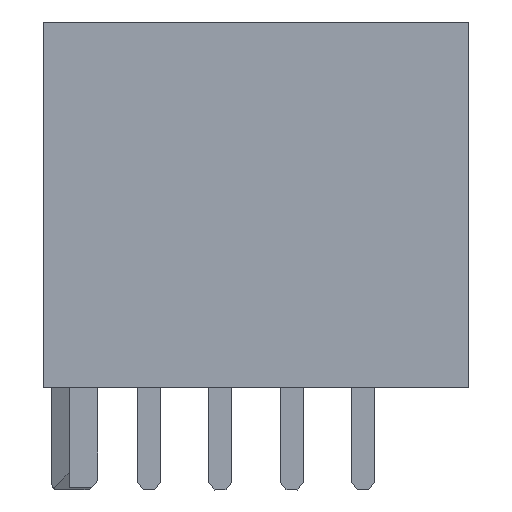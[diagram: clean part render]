
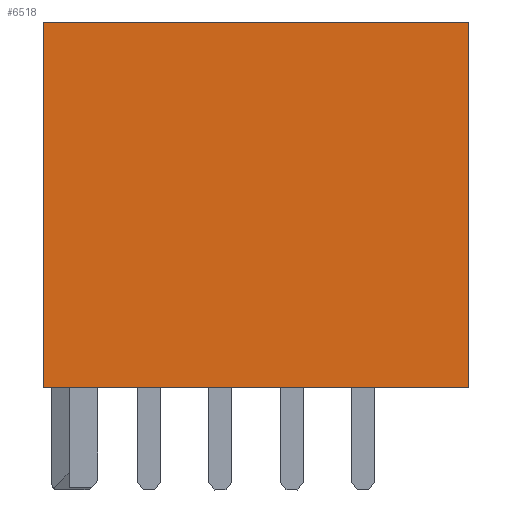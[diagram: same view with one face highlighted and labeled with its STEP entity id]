
A CAD part, left-side view. The second image highlights one B-rep face of the part: STEP entity #6518.
In plain terms, the highlighted face is planar.
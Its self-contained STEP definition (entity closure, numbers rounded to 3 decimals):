
#648=ORIENTED_EDGE('',*,*,#2474,.F.);
#649=ORIENTED_EDGE('',*,*,#2261,.F.);
#650=ORIENTED_EDGE('',*,*,#2475,.F.);
#651=ORIENTED_EDGE('',*,*,#2476,.F.);
#2261=EDGE_CURVE('',#3213,#3214,#3843,.T.);
#2474=EDGE_CURVE('',#3214,#3357,#4050,.T.);
#2475=EDGE_CURVE('',#3358,#3213,#4051,.T.);
#2476=EDGE_CURVE('',#3357,#3358,#4052,.T.);
#3213=VERTEX_POINT('',#9339);
#3214=VERTEX_POINT('',#9341);
#3357=VERTEX_POINT('',#9743);
#3358=VERTEX_POINT('',#9745);
#3843=LINE('',#9340,#4767);
#4050=LINE('',#9742,#4974);
#4051=LINE('',#9744,#4975);
#4052=LINE('',#9746,#4976);
#4767=VECTOR('',#7461,1000.);
#4974=VECTOR('',#7772,1000.);
#4975=VECTOR('',#7773,1000.);
#4976=VECTOR('',#7774,1000.);
#5527=EDGE_LOOP('',(#648,#649,#650,#651));
#5871=FACE_BOUND('',#5527,.T.);
#6205=PLANE('',#6885);
#6518=ADVANCED_FACE('',(#5871),#6205,.F.);
#6885=AXIS2_PLACEMENT_3D('',#9741,#7770,#7771);
#7461=DIRECTION('',(1.,0.,0.));
#7770=DIRECTION('',(0.,1.,0.));
#7771=DIRECTION('',(0.,0.,1.));
#7772=DIRECTION('',(0.,0.,-1.));
#7773=DIRECTION('',(0.,0.,1.));
#7774=DIRECTION('',(-1.,0.,0.));
#9339=CARTESIAN_POINT('',(-7.45,0.,6.4));
#9340=CARTESIAN_POINT('',(-7.45,0.,6.4));
#9341=CARTESIAN_POINT('',(7.45,0.,6.4));
#9741=CARTESIAN_POINT('',(0.,0.,0.));
#9742=CARTESIAN_POINT('',(7.45,0.,6.4));
#9743=CARTESIAN_POINT('',(7.45,0.,-6.4));
#9744=CARTESIAN_POINT('',(-7.45,0.,-6.4));
#9745=CARTESIAN_POINT('',(-7.45,0.,-6.4));
#9746=CARTESIAN_POINT('',(7.45,0.,-6.4));
